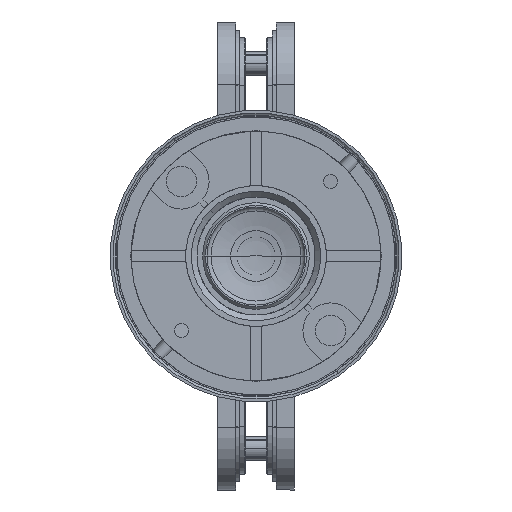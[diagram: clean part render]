
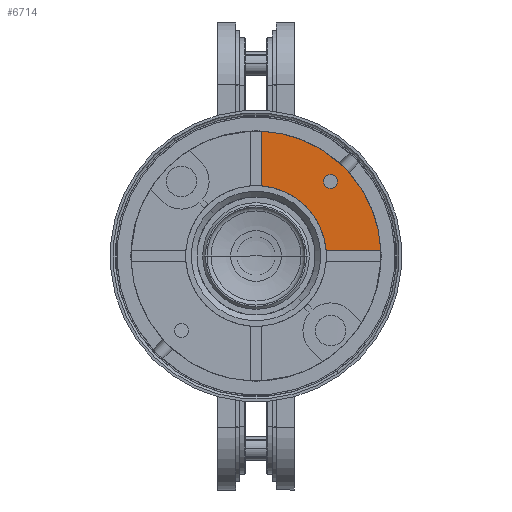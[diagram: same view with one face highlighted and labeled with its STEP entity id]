
A CAD part, front view. The second image highlights one B-rep face of the part: STEP entity #6714.
In plain terms, the highlighted planar face has unit normal (0, -1, 0).
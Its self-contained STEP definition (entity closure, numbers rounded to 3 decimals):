
#49 = EDGE_LOOP ( 'NONE', ( #5411, #3976 ) ) ;
#187 = CARTESIAN_POINT ( 'NONE',  ( 0., 4., 0. ) ) ;
#611 = AXIS2_PLACEMENT_3D ( 'NONE', #187, #20462, #9292 ) ;
#2137 = CARTESIAN_POINT ( 'NONE',  ( -38., 4., 0. ) ) ;
#2160 = EDGE_CURVE ( 'NONE', #12693, #4938, #19447, .T. ) ;
#2297 = CARTESIAN_POINT ( 'NONE',  ( -38., 4., 0. ) ) ;
#2693 = CARTESIAN_POINT ( 'NONE',  ( -33.203, 4., -30.374 ) ) ;
#3050 = VECTOR ( 'NONE', #18706, 1000. ) ;
#3633 = EDGE_CURVE ( 'NONE', #6296, #13777, #6262, .T. ) ;
#3725 = DIRECTION ( 'NONE',  ( -0.707, 0., -0.707 ) ) ;
#3730 = FACE_BOUND ( 'NONE', #49, .T. ) ;
#3976 = ORIENTED_EDGE ( 'NONE', *, *, #2160, .T. ) ;
#4261 = EDGE_CURVE ( 'NONE', #13777, #22301, #23874, .T. ) ;
#4874 = DIRECTION ( 'NONE',  ( 0., -1., 0. ) ) ;
#4938 = VERTEX_POINT ( 'NONE', #13694 ) ;
#4944 = ORIENTED_EDGE ( 'NONE', *, *, #4261, .F. ) ;
#5411 = ORIENTED_EDGE ( 'NONE', *, *, #9672, .T. ) ;
#5582 = CARTESIAN_POINT ( 'NONE',  ( -33.203, 4., 30.374 ) ) ;
#5589 = CARTESIAN_POINT ( 'NONE',  ( -19.248, 4., -16.42 ) ) ;
#5704 = PLANE ( 'NONE',  #611 ) ;
#6262 = LINE ( 'NONE', #5582, #3050 ) ;
#6296 = VERTEX_POINT ( 'NONE', #23497 ) ;
#6714 = ADVANCED_FACE ( 'NONE', ( #3730, #14948 ), #5704, .F. ) ;
#9184 = CIRCLE ( 'NONE', #10384, 45. ) ;
#9292 = DIRECTION ( 'NONE',  ( 0., 0., 1. ) ) ;
#9632 = CARTESIAN_POINT ( 'NONE',  ( 0., 4., 0. ) ) ;
#9672 = EDGE_CURVE ( 'NONE', #4938, #12693, #15273, .T. ) ;
#9859 = ORIENTED_EDGE ( 'NONE', *, *, #14247, .F. ) ;
#10384 = AXIS2_PLACEMENT_3D ( 'NONE', #9632, #21172, #13325 ) ;
#12254 = CARTESIAN_POINT ( 'NONE',  ( 0., 4., 0. ) ) ;
#12417 = AXIS2_PLACEMENT_3D ( 'NONE', #2297, #15360, #13624 ) ;
#12693 = VERTEX_POINT ( 'NONE', #23898 ) ;
#13149 = EDGE_LOOP ( 'NONE', ( #9859, #4944, #21361, #17455 ) ) ;
#13216 = VERTEX_POINT ( 'NONE', #2693 ) ;
#13325 = DIRECTION ( 'NONE',  ( 1., 0., 0. ) ) ;
#13624 = DIRECTION ( 'NONE',  ( 0., 0., 1. ) ) ;
#13694 = CARTESIAN_POINT ( 'NONE',  ( -38., 4., 2.5 ) ) ;
#13777 = VERTEX_POINT ( 'NONE', #17166 ) ;
#14247 = EDGE_CURVE ( 'NONE', #22301, #13216, #15434, .T. ) ;
#14881 = AXIS2_PLACEMENT_3D ( 'NONE', #12254, #4874, #23786 ) ;
#14948 = FACE_OUTER_BOUND ( 'NONE', #13149, .T. ) ;
#15273 = CIRCLE ( 'NONE', #16825, 2.5 ) ;
#15360 = DIRECTION ( 'NONE',  ( 0., 1., 0. ) ) ;
#15434 = LINE ( 'NONE', #5589, #22822 ) ;
#16825 = AXIS2_PLACEMENT_3D ( 'NONE', #2137, #16908, #17035 ) ;
#16908 = DIRECTION ( 'NONE',  ( 0., 1., 0. ) ) ;
#17035 = DIRECTION ( 'NONE',  ( 0., 0., 1. ) ) ;
#17166 = CARTESIAN_POINT ( 'NONE',  ( -19.248, 4., 16.42 ) ) ;
#17455 = ORIENTED_EDGE ( 'NONE', *, *, #20101, .F. ) ;
#18706 = DIRECTION ( 'NONE',  ( 0.707, 0., -0.707 ) ) ;
#19447 = CIRCLE ( 'NONE', #12417, 2.5 ) ;
#20101 = EDGE_CURVE ( 'NONE', #13216, #6296, #9184, .T. ) ;
#20462 = DIRECTION ( 'NONE',  ( 0., 1., 0. ) ) ;
#21172 = DIRECTION ( 'NONE',  ( 0., 1., 0. ) ) ;
#21361 = ORIENTED_EDGE ( 'NONE', *, *, #3633, .F. ) ;
#22301 = VERTEX_POINT ( 'NONE', #23860 ) ;
#22822 = VECTOR ( 'NONE', #3725, 1000. ) ;
#23497 = CARTESIAN_POINT ( 'NONE',  ( -33.203, 4., 30.374 ) ) ;
#23786 = DIRECTION ( 'NONE',  ( 1., 0., 0. ) ) ;
#23860 = CARTESIAN_POINT ( 'NONE',  ( -19.248, 4., -16.42 ) ) ;
#23874 = CIRCLE ( 'NONE', #14881, 25.3 ) ;
#23898 = CARTESIAN_POINT ( 'NONE',  ( -38., 4., -2.5 ) ) ;
